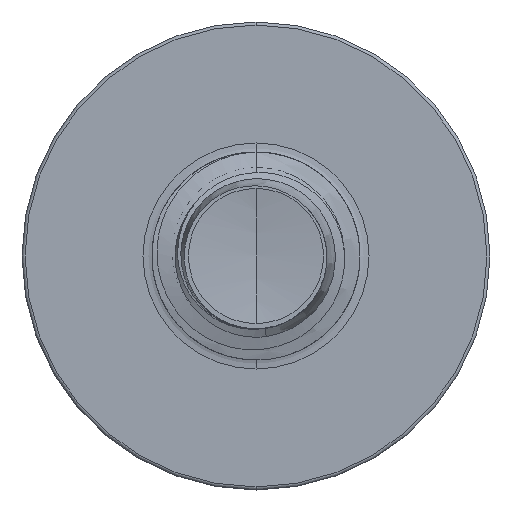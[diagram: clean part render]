
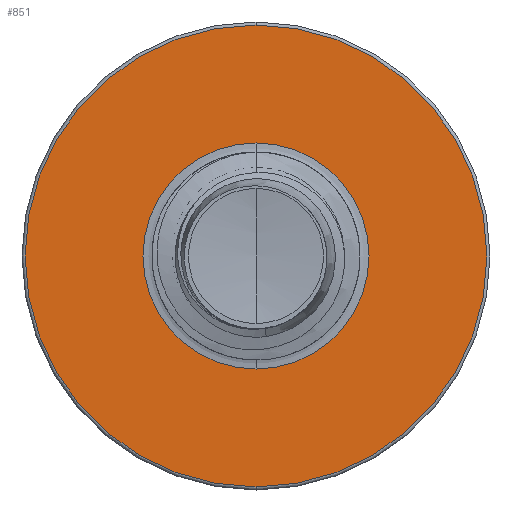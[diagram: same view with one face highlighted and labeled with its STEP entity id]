
A CAD part, front view. The second image highlights one B-rep face of the part: STEP entity #851.
In plain terms, the highlighted planar face has unit normal (0, -1, 0).
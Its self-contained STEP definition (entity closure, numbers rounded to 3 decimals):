
#336 = CARTESIAN_POINT ( 'NONE',  ( 0., 20., 0. ) ) ;
#851 = ADVANCED_FACE ( 'NONE', ( #34416, #32657 ), #5113, .F. ) ;
#968 = CARTESIAN_POINT ( 'NONE',  ( 0., 20., -2.174 ) ) ;
#1845 = EDGE_CURVE ( 'NONE', #12502, #38918, #21126, .T. ) ;
#3361 = CIRCLE ( 'NONE', #3477, 2.174 ) ;
#3477 = AXIS2_PLACEMENT_3D ( 'NONE', #17075, #37486, #20242 ) ;
#3898 = DIRECTION ( 'NONE',  ( 0., 0., 1. ) ) ;
#4326 = CARTESIAN_POINT ( 'NONE',  ( 0., 20., 4.44 ) ) ;
#5015 = DIRECTION ( 'NONE',  ( 0., 0., 1. ) ) ;
#5047 = DIRECTION ( 'NONE',  ( 0., 1., 0. ) ) ;
#5113 = PLANE ( 'NONE',  #35524 ) ;
#5305 = CARTESIAN_POINT ( 'NONE',  ( 0., 20., -2.174 ) ) ;
#6215 = CARTESIAN_POINT ( 'NONE',  ( 0., 20., -4.44 ) ) ;
#8024 = EDGE_LOOP ( 'NONE', ( #31441, #31976 ) ) ;
#8161 = AXIS2_PLACEMENT_3D ( 'NONE', #336, #23596, #3898 ) ;
#8739 = CARTESIAN_POINT ( 'NONE',  ( 0., 20., 0. ) ) ;
#12195 = DIRECTION ( 'NONE',  ( 0., 0., 1. ) ) ;
#12502 = VERTEX_POINT ( 'NONE', #4326 ) ;
#16876 = EDGE_CURVE ( 'NONE', #33321, #23322, #3361, .T. ) ;
#17062 = EDGE_CURVE ( 'NONE', #38918, #12502, #33877, .T. ) ;
#17075 = CARTESIAN_POINT ( 'NONE',  ( 0., 20., 0. ) ) ;
#18542 = CARTESIAN_POINT ( 'NONE',  ( 0., 20., 2.174 ) ) ;
#20242 = DIRECTION ( 'NONE',  ( 0., 0., 1. ) ) ;
#21126 = CIRCLE ( 'NONE', #23251, 4.44 ) ;
#23251 = AXIS2_PLACEMENT_3D ( 'NONE', #34979, #34719, #34678 ) ;
#23322 = VERTEX_POINT ( 'NONE', #968 ) ;
#23596 = DIRECTION ( 'NONE',  ( 0., 1., 0. ) ) ;
#24271 = EDGE_LOOP ( 'NONE', ( #27441, #32743 ) ) ;
#24647 = CIRCLE ( 'NONE', #29641, 2.174 ) ;
#27441 = ORIENTED_EDGE ( 'NONE', *, *, #1845, .F. ) ;
#29641 = AXIS2_PLACEMENT_3D ( 'NONE', #8739, #30624, #12195 ) ;
#30624 = DIRECTION ( 'NONE',  ( 0., 1., 0. ) ) ;
#31441 = ORIENTED_EDGE ( 'NONE', *, *, #16876, .T. ) ;
#31976 = ORIENTED_EDGE ( 'NONE', *, *, #33366, .T. ) ;
#32657 = FACE_BOUND ( 'NONE', #8024, .T. ) ;
#32743 = ORIENTED_EDGE ( 'NONE', *, *, #17062, .F. ) ;
#33321 = VERTEX_POINT ( 'NONE', #18542 ) ;
#33366 = EDGE_CURVE ( 'NONE', #23322, #33321, #24647, .T. ) ;
#33877 = CIRCLE ( 'NONE', #8161, 4.44 ) ;
#34416 = FACE_OUTER_BOUND ( 'NONE', #24271, .T. ) ;
#34678 = DIRECTION ( 'NONE',  ( 0., 0., 1. ) ) ;
#34719 = DIRECTION ( 'NONE',  ( 0., 1., 0. ) ) ;
#34979 = CARTESIAN_POINT ( 'NONE',  ( 0., 20., 0. ) ) ;
#35524 = AXIS2_PLACEMENT_3D ( 'NONE', #5305, #5047, #5015 ) ;
#37486 = DIRECTION ( 'NONE',  ( 0., 1., 0. ) ) ;
#38918 = VERTEX_POINT ( 'NONE', #6215 ) ;
